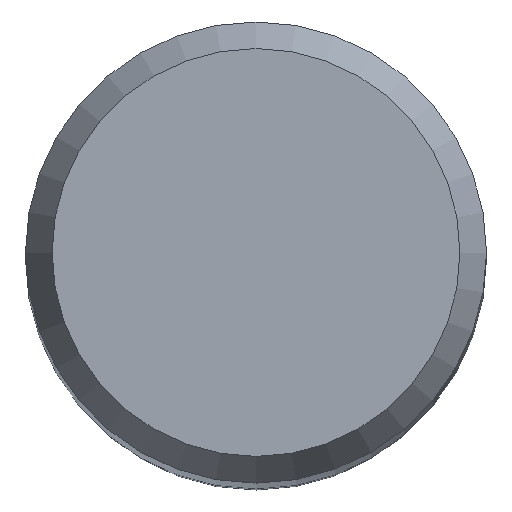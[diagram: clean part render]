
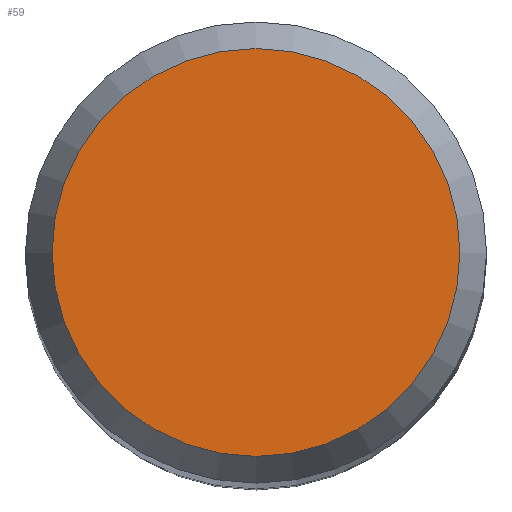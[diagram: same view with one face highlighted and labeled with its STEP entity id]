
A CAD part, top view. The second image highlights one B-rep face of the part: STEP entity #59.
In plain terms, the highlighted planar face has unit normal (0, 0, 1).
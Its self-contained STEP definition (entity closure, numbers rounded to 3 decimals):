
#59=ADVANCED_FACE('',(#70),#67,.F.);
#67=PLANE('',#223);
#70=FACE_OUTER_BOUND('',#73,.T.);
#73=EDGE_LOOP('',(#85));
#85=ORIENTED_EDGE('',*,*,#104,.F.);
#97=VERTEX_POINT('',#312);
#104=EDGE_CURVE('',#97,#97,#112,.T.);
#112=CIRCLE('',#222,1.327);
#222=AXIS2_PLACEMENT_3D('',#311,#255,#256);
#223=AXIS2_PLACEMENT_3D('',#313,#257,#258);
#255=DIRECTION('',(0.,0.,-1.));
#256=DIRECTION('',(-1.,0.,0.));
#257=DIRECTION('',(0.,0.,-1.));
#258=DIRECTION('',(-1.,0.,0.));
#311=CARTESIAN_POINT('',(0.,0.,0.));
#312=CARTESIAN_POINT('',(-1.327,0.,0.));
#313=CARTESIAN_POINT('',(0.,0.,0.));
